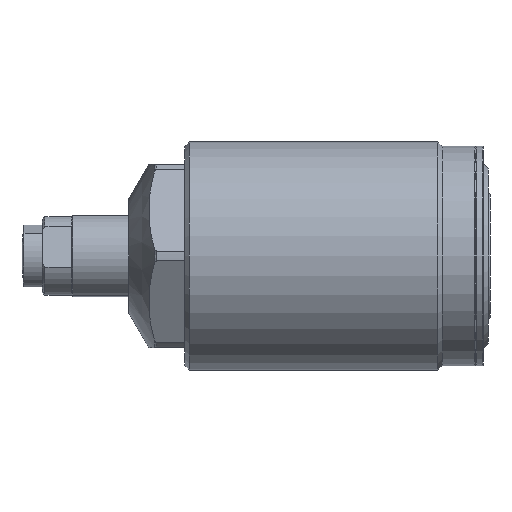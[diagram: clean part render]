
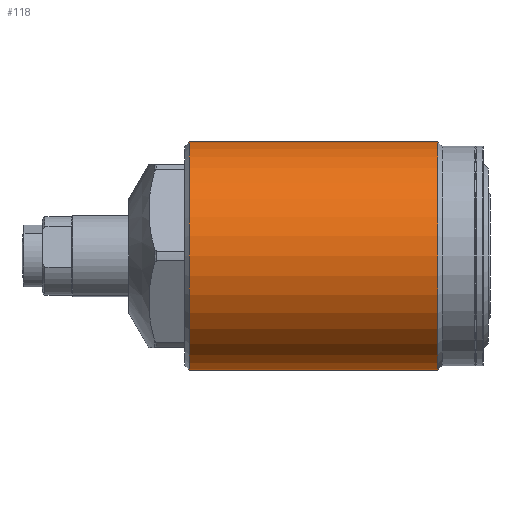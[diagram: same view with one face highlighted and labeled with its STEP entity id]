
A CAD part, left-side view. The second image highlights one B-rep face of the part: STEP entity #118.
In plain terms, the highlighted cylindrical face has radius 22.461 mm (diameter 44.921 mm), a partial arc.
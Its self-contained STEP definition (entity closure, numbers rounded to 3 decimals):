
#5 = DIRECTION ( 'NONE',  ( 0., 0., 1. ) ) ;
#26 = CARTESIAN_POINT ( 'NONE',  ( -0.039, 11.8, -22.461 ) ) ;
#43 = ORIENTED_EDGE ( 'NONE', *, *, #3029, .T. ) ;
#73 = VERTEX_POINT ( 'NONE', #26 ) ;
#118 = ADVANCED_FACE ( 'NONE', ( #2303 ), #286, .T. ) ;
#286 = CYLINDRICAL_SURFACE ( 'NONE', #1561, 22.461 ) ;
#314 = ORIENTED_EDGE ( 'NONE', *, *, #2429, .T. ) ;
#316 = CARTESIAN_POINT ( 'NONE',  ( -0.039, 11.8, 0. ) ) ;
#323 = VERTEX_POINT ( 'NONE', #2022 ) ;
#336 = CIRCLE ( 'NONE', #1079, 22.461 ) ;
#435 = CARTESIAN_POINT ( 'NONE',  ( -0.039, 60.6, 0. ) ) ;
#556 = DIRECTION ( 'NONE',  ( 0., 0., 1. ) ) ;
#676 = DIRECTION ( 'NONE',  ( 0., 0., 1. ) ) ;
#726 = CARTESIAN_POINT ( 'NONE',  ( -0.039, 11.8, 22.461 ) ) ;
#794 = DIRECTION ( 'NONE',  ( 0., 1., 0. ) ) ;
#874 = CARTESIAN_POINT ( 'NONE',  ( -0.039, 79.499, -22.461 ) ) ;
#1041 = ORIENTED_EDGE ( 'NONE', *, *, #2591, .F. ) ;
#1079 = AXIS2_PLACEMENT_3D ( 'NONE', #316, #1995, #556 ) ;
#1081 = VECTOR ( 'NONE', #794, 1000. ) ;
#1203 = DIRECTION ( 'NONE',  ( 0., 1., 0. ) ) ;
#1216 = LINE ( 'NONE', #874, #3098 ) ;
#1351 = CIRCLE ( 'NONE', #1896, 22.461 ) ;
#1453 = CARTESIAN_POINT ( 'NONE',  ( -0.039, 79.499, 0. ) ) ;
#1561 = AXIS2_PLACEMENT_3D ( 'NONE', #1453, #1203, #5 ) ;
#1575 = VERTEX_POINT ( 'NONE', #2408 ) ;
#1598 = DIRECTION ( 'NONE',  ( 0., 1., 0. ) ) ;
#1643 = VERTEX_POINT ( 'NONE', #726 ) ;
#1714 = LINE ( 'NONE', #2246, #1081 ) ;
#1787 = EDGE_CURVE ( 'NONE', #323, #1575, #1351, .T. ) ;
#1896 = AXIS2_PLACEMENT_3D ( 'NONE', #435, #2121, #676 ) ;
#1995 = DIRECTION ( 'NONE',  ( 0., 1., 0. ) ) ;
#2022 = CARTESIAN_POINT ( 'NONE',  ( -0.039, 60.6, -22.461 ) ) ;
#2121 = DIRECTION ( 'NONE',  ( 0., 1., 0. ) ) ;
#2246 = CARTESIAN_POINT ( 'NONE',  ( -0.039, 79.499, 22.461 ) ) ;
#2303 = FACE_OUTER_BOUND ( 'NONE', #2638, .T. ) ;
#2408 = CARTESIAN_POINT ( 'NONE',  ( -0.039, 60.6, 22.461 ) ) ;
#2429 = EDGE_CURVE ( 'NONE', #73, #1643, #336, .T. ) ;
#2438 = ORIENTED_EDGE ( 'NONE', *, *, #1787, .F. ) ;
#2591 = EDGE_CURVE ( 'NONE', #73, #323, #1216, .T. ) ;
#2638 = EDGE_LOOP ( 'NONE', ( #1041, #314, #43, #2438 ) ) ;
#3029 = EDGE_CURVE ( 'NONE', #1643, #1575, #1714, .T. ) ;
#3098 = VECTOR ( 'NONE', #1598, 1000. ) ;
